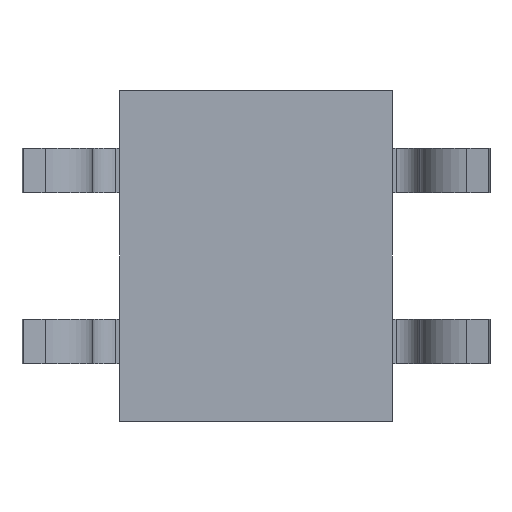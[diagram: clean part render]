
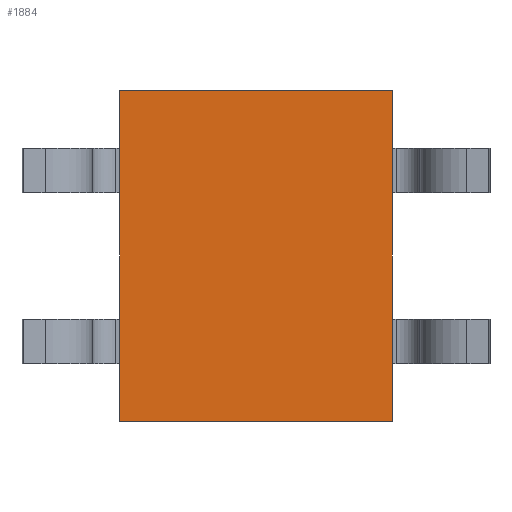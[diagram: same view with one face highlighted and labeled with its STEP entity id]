
A CAD part, front view. The second image highlights one B-rep face of the part: STEP entity #1884.
In plain terms, the highlighted planar face has unit normal (0, -1, 0).
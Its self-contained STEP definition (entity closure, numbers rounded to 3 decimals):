
#88 = VECTOR ( 'NONE', #938, 1000. ) ;
#133 = LINE ( 'NONE', #1688, #88 ) ;
#165 = LINE ( 'NONE', #1609, #1612 ) ;
#195 = CARTESIAN_POINT ( 'NONE',  ( 2.362, 0., -1.95 ) ) ;
#240 = LINE ( 'NONE', #941, #1524 ) ;
#280 = VERTEX_POINT ( 'NONE', #195 ) ;
#339 = DIRECTION ( 'NONE',  ( 1., 0., 0. ) ) ;
#364 = DIRECTION ( 'NONE',  ( 1., 0., 0. ) ) ;
#398 = EDGE_LOOP ( 'NONE', ( #1377, #1107, #1886, #668 ) ) ;
#530 = FACE_OUTER_BOUND ( 'NONE', #398, .T. ) ;
#600 = LINE ( 'NONE', #1667, #989 ) ;
#668 = ORIENTED_EDGE ( 'NONE', *, *, #1155, .F. ) ;
#749 = EDGE_CURVE ( 'NONE', #280, #775, #133, .T. ) ;
#775 = VERTEX_POINT ( 'NONE', #1580 ) ;
#841 = DIRECTION ( 'NONE',  ( 0., 0., 1. ) ) ;
#933 = VERTEX_POINT ( 'NONE', #1931 ) ;
#938 = DIRECTION ( 'NONE',  ( -1., 0., 0. ) ) ;
#941 = CARTESIAN_POINT ( 'NONE',  ( 2.362, 0., 1.95 ) ) ;
#987 = VERTEX_POINT ( 'NONE', #2015 ) ;
#989 = VECTOR ( 'NONE', #841, 1000. ) ;
#1107 = ORIENTED_EDGE ( 'NONE', *, *, #749, .F. ) ;
#1155 = EDGE_CURVE ( 'NONE', #933, #987, #240, .T. ) ;
#1310 = EDGE_CURVE ( 'NONE', #987, #280, #165, .T. ) ;
#1377 = ORIENTED_EDGE ( 'NONE', *, *, #1757, .F. ) ;
#1490 = AXIS2_PLACEMENT_3D ( 'NONE', #1500, #1983, #339 ) ;
#1500 = CARTESIAN_POINT ( 'NONE',  ( 0., 0., 0. ) ) ;
#1524 = VECTOR ( 'NONE', #364, 1000. ) ;
#1580 = CARTESIAN_POINT ( 'NONE',  ( -2.362, 0., -1.95 ) ) ;
#1609 = CARTESIAN_POINT ( 'NONE',  ( 2.362, 0., 1.95 ) ) ;
#1612 = VECTOR ( 'NONE', #1874, 1000. ) ;
#1667 = CARTESIAN_POINT ( 'NONE',  ( -2.362, 0., 1.95 ) ) ;
#1688 = CARTESIAN_POINT ( 'NONE',  ( 2.362, 0., -1.95 ) ) ;
#1757 = EDGE_CURVE ( 'NONE', #775, #933, #600, .T. ) ;
#1874 = DIRECTION ( 'NONE',  ( 0., 0., -1. ) ) ;
#1884 = ADVANCED_FACE ( 'NONE', ( #530 ), #2012, .F. ) ;
#1886 = ORIENTED_EDGE ( 'NONE', *, *, #1310, .F. ) ;
#1931 = CARTESIAN_POINT ( 'NONE',  ( -2.362, 0., 1.95 ) ) ;
#1983 = DIRECTION ( 'NONE',  ( 0., 1., 0. ) ) ;
#2012 = PLANE ( 'NONE',  #1490 ) ;
#2015 = CARTESIAN_POINT ( 'NONE',  ( 2.362, 0., 1.95 ) ) ;
